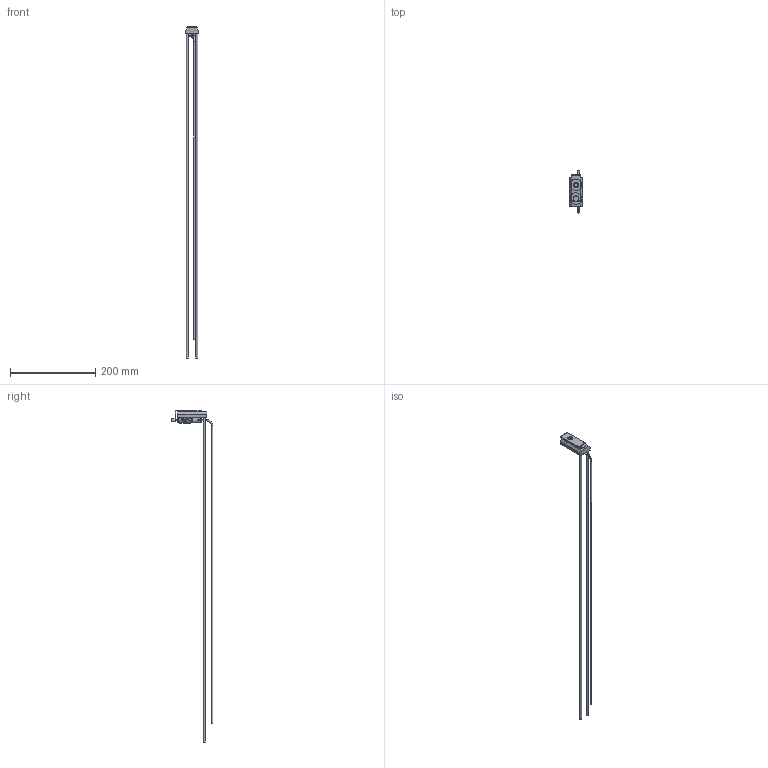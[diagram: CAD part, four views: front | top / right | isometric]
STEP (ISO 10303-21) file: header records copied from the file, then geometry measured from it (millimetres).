
FILE_DESCRIPTION(/* description */ ('Easy Rate Dual Right Angle Sensor (ERD-B0E100)'),/* implementation_level */ '2;1');
FILE_NAME(/* name */ 'ERD-B0E100 - Easy Rate Dual Standard Sensor (Outline Model rev.A).stp',/* time_stamp */ '2019-05-21T16:52:55-04:00',/* author */ ('Joel Plasencia'),/* organization */ ('INFICON'),/* preprocessor_version */ 'ST-DEVELOPER v16',/* originating_system */ 'SIEMENS PLM Software NX 10.0',/* authorisation */ 'Copyright© 2019 INFICON - ALL RIGHTS RESERVED');
FILE_SCHEMA (('AUTOMOTIVE_DESIGN { 1 0 10303 214 3 1 1 1 }'));
Length unit declared in the file: inch
Products named in the file (1): ERD-B0E100_A
Bounding box: 32.51 x 97.48 x 778.51 mm (x, y, z)
Volume: 51726.9 mm3; surface area: 68761.2 mm2
Topology: 5 solids, 11 shells, 293 faces, 735 edges, 466 vertices
Faces by surface type: plane 137, cylinder 93, cone 53, torus 10
Full cylindrical faces by diameter (mm): 1.194 x2, 1.199 x4, 1.778 x1, 2.08 x1, 2.261 x8, 2.362 x2, 2.54 x1, 2.845 x2, 2.921 x2, 3.15 x1, 3.175 x2, 3.746 x2, 3.81 x4, 4.039 x2, 4.648 x2, 4.762 x2, 6.35 x1, 6.604 x2, 8.128 x2, 11.176 x5, 11.913 x1, 27.33 x2
Entity records: 8570 total; most frequent: CARTESIAN_POINT 1893, DIRECTION 1425, ORIENTED_EDGE 1184, EDGE_CURVE 592, AXIS2_PLACEMENT_3D 570, EDGE_LOOP 437, VERTEX_POINT 437, FACE_BOUND 296
